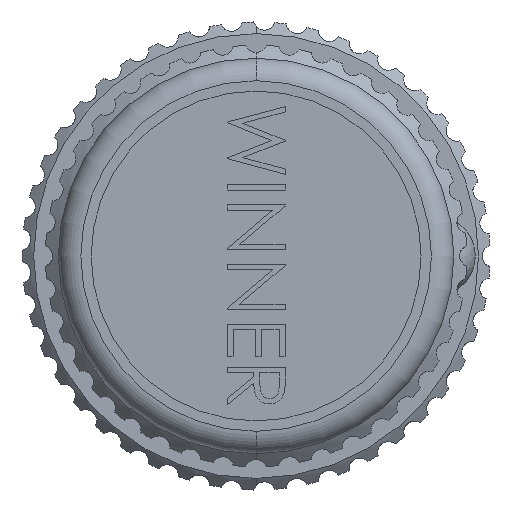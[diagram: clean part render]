
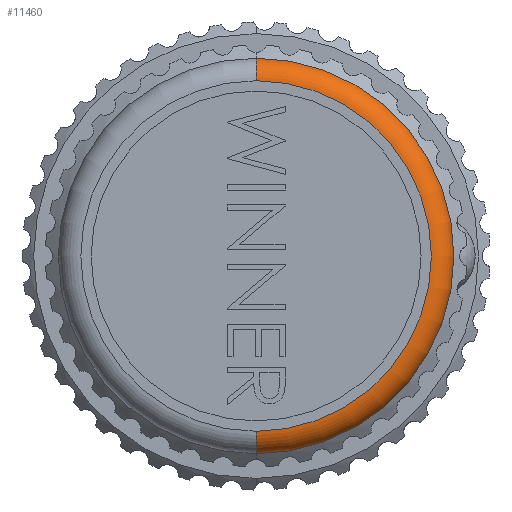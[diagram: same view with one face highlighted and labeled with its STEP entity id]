
A CAD part, left-side view. The second image highlights one B-rep face of the part: STEP entity #11460.
In plain terms, the highlighted toroidal (fillet/blend) face has major radius 12.009 mm and minor radius 1.6 mm.
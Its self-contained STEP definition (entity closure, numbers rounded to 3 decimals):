
#160 = AXIS2_PLACEMENT_3D ( 'NONE', #22265, #22358, #12091 ) ;
#179 = DIRECTION ( 'NONE',  ( 0., 0., -1. ) ) ;
#1093 = FACE_OUTER_BOUND ( 'NONE', #10317, .T. ) ;
#2295 = AXIS2_PLACEMENT_3D ( 'NONE', #26865, #14422, #10325 ) ;
#2571 = ORIENTED_EDGE ( 'NONE', *, *, #11652, .F. ) ;
#3572 = CARTESIAN_POINT ( 'NONE',  ( -33.001, 0., 12.009 ) ) ;
#3700 = AXIS2_PLACEMENT_3D ( 'NONE', #27155, #25232, #179 ) ;
#4187 = AXIS2_PLACEMENT_3D ( 'NONE', #22669, #5977, #18531 ) ;
#4401 = TOROIDAL_SURFACE ( 'NONE', #3700, 12.009, 1.6 ) ;
#4619 = EDGE_CURVE ( 'NONE', #6366, #7005, #4951, .T. ) ;
#4951 = CIRCLE ( 'NONE', #11885, 1.6 ) ;
#5977 = DIRECTION ( 'NONE',  ( -1., 0., 0. ) ) ;
#6092 = CARTESIAN_POINT ( 'NONE',  ( -34.6, 0., -12.059 ) ) ;
#6366 = VERTEX_POINT ( 'NONE', #22699 ) ;
#6553 = EDGE_CURVE ( 'NONE', #20473, #6366, #24987, .T. ) ;
#7005 = VERTEX_POINT ( 'NONE', #18498 ) ;
#7012 = CIRCLE ( 'NONE', #2295, 12.059 ) ;
#7507 = ORIENTED_EDGE ( 'NONE', *, *, #6553, .T. ) ;
#10317 = EDGE_LOOP ( 'NONE', ( #7507, #16798, #2571, #16092 ) ) ;
#10325 = DIRECTION ( 'NONE',  ( 0., 0., -1. ) ) ;
#11460 = ADVANCED_FACE ( 'NONE', ( #1093 ), #4401, .T. ) ;
#11652 = EDGE_CURVE ( 'NONE', #25117, #7005, #7012, .T. ) ;
#11885 = AXIS2_PLACEMENT_3D ( 'NONE', #3572, #14197, #18217 ) ;
#12091 = DIRECTION ( 'NONE',  ( -1., 0., 0. ) ) ;
#13523 = CARTESIAN_POINT ( 'NONE',  ( -32.83, 0., -13.6 ) ) ;
#13967 = CIRCLE ( 'NONE', #160, 1.6 ) ;
#14197 = DIRECTION ( 'NONE',  ( 0., -1., 0. ) ) ;
#14422 = DIRECTION ( 'NONE',  ( -1., 0., 0. ) ) ;
#16092 = ORIENTED_EDGE ( 'NONE', *, *, #24691, .F. ) ;
#16798 = ORIENTED_EDGE ( 'NONE', *, *, #4619, .T. ) ;
#18217 = DIRECTION ( 'NONE',  ( 0., 0., -1. ) ) ;
#18498 = CARTESIAN_POINT ( 'NONE',  ( -34.6, 0., 12.059 ) ) ;
#18531 = DIRECTION ( 'NONE',  ( 0., 0., -1. ) ) ;
#20473 = VERTEX_POINT ( 'NONE', #13523 ) ;
#22265 = CARTESIAN_POINT ( 'NONE',  ( -33.001, 0., -12.009 ) ) ;
#22358 = DIRECTION ( 'NONE',  ( 0., 1., 0. ) ) ;
#22669 = CARTESIAN_POINT ( 'NONE',  ( -32.83, 0., 0. ) ) ;
#22699 = CARTESIAN_POINT ( 'NONE',  ( -32.83, 0., 13.6 ) ) ;
#24691 = EDGE_CURVE ( 'NONE', #20473, #25117, #13967, .T. ) ;
#24987 = CIRCLE ( 'NONE', #4187, 13.6 ) ;
#25117 = VERTEX_POINT ( 'NONE', #6092 ) ;
#25232 = DIRECTION ( 'NONE',  ( -1., 0., 0. ) ) ;
#26865 = CARTESIAN_POINT ( 'NONE',  ( -34.6, 0., 0. ) ) ;
#27155 = CARTESIAN_POINT ( 'NONE',  ( -33.001, 0., 0. ) ) ;
